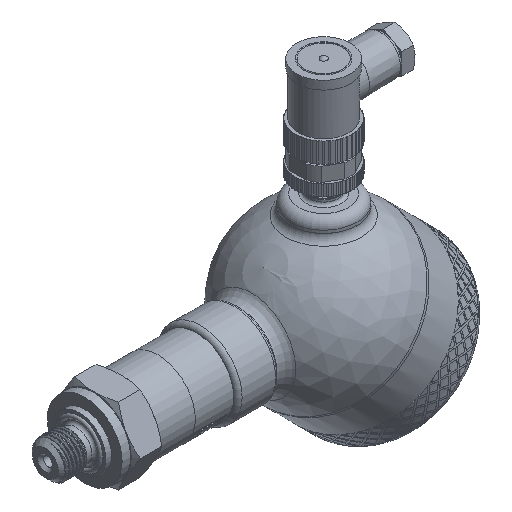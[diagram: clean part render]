
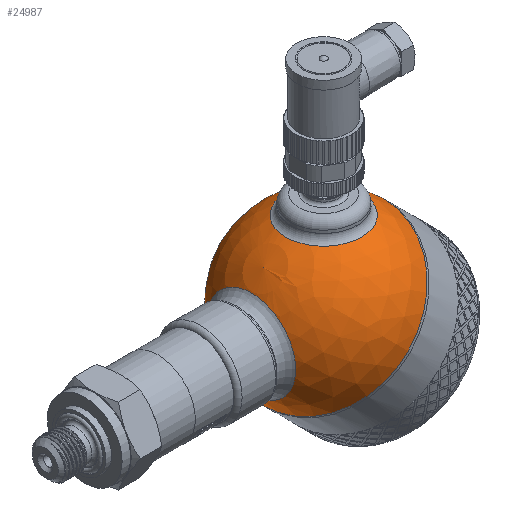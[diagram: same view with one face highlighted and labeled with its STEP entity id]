
A CAD part, isometric view. The second image highlights one B-rep face of the part: STEP entity #24987.
In plain terms, the highlighted spherical face has radius 30 mm.
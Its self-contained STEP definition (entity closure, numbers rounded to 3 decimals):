
#36=SPHERICAL_SURFACE('',#26523,30.);
#121=FACE_BOUND('',#3399,.T.);
#122=FACE_BOUND('',#3400,.T.);
#1765=FACE_OUTER_BOUND('',#3398,.T.);
#3398=EDGE_LOOP('',(#17956,#17957,#17958,#17959));
#3399=EDGE_LOOP('',(#17960));
#3400=EDGE_LOOP('',(#17961));
#4903=CIRCLE('',#26445,30.);
#4904=CIRCLE('',#26446,30.);
#4931=CIRCLE('',#26519,13.5);
#4934=CIRCLE('',#26524,30.);
#4935=CIRCLE('',#26525,15.643);
#9561=VERTEX_POINT('',#35371);
#9562=VERTEX_POINT('',#35373);
#10061=VERTEX_POINT('',#41760);
#10063=VERTEX_POINT('',#41767);
#10064=VERTEX_POINT('',#41769);
#12263=EDGE_CURVE('',#9561,#9562,#4903,.T.);
#12264=EDGE_CURVE('',#9562,#9561,#4904,.T.);
#13015=EDGE_CURVE('',#10061,#10061,#4931,.T.);
#13018=EDGE_CURVE('',#9562,#10063,#4934,.T.);
#13019=EDGE_CURVE('',#10064,#10064,#4935,.T.);
#17956=ORIENTED_EDGE('',*,*,#12264,.F.);
#17957=ORIENTED_EDGE('',*,*,#13018,.T.);
#17958=ORIENTED_EDGE('',*,*,#13018,.F.);
#17959=ORIENTED_EDGE('',*,*,#12263,.F.);
#17960=ORIENTED_EDGE('',*,*,#13019,.F.);
#17961=ORIENTED_EDGE('',*,*,#13015,.F.);
#24987=ADVANCED_FACE('',(#1765,#121,#122),#36,.T.);
#26445=AXIS2_PLACEMENT_3D('',#35374,#28134,#28135);
#26446=AXIS2_PLACEMENT_3D('',#35375,#28136,#28137);
#26519=AXIS2_PLACEMENT_3D('',#41761,#28546,#28547);
#26523=AXIS2_PLACEMENT_3D('',#41766,#28554,#28555);
#26524=AXIS2_PLACEMENT_3D('',#41768,#28556,#28557);
#26525=AXIS2_PLACEMENT_3D('',#41770,#28558,#28559);
#28134=DIRECTION('center_axis',(1.,0.,0.));
#28135=DIRECTION('ref_axis',(0.,1.,0.));
#28136=DIRECTION('center_axis',(1.,0.,0.));
#28137=DIRECTION('ref_axis',(0.,1.,0.));
#28546=DIRECTION('center_axis',(-0.707,0.,-0.707));
#28547=DIRECTION('ref_axis',(-0.707,0.,0.707));
#28554=DIRECTION('center_axis',(1.,0.,0.));
#28555=DIRECTION('ref_axis',(0.,-1.,0.));
#28556=DIRECTION('center_axis',(0.,0.,1.));
#28557=DIRECTION('ref_axis',(0.,1.,0.));
#28558=DIRECTION('center_axis',(-0.707,0.,0.707));
#28559=DIRECTION('ref_axis',(0.707,0.,0.707));
#35371=CARTESIAN_POINT('',(0.,-30.,0.));
#35373=CARTESIAN_POINT('',(0.,30.,0.));
#35374=CARTESIAN_POINT('Origin',(0.,0.,0.));
#35375=CARTESIAN_POINT('Origin',(0.,0.,0.));
#41760=CARTESIAN_POINT('',(-9.398,0.,-28.49));
#41761=CARTESIAN_POINT('Origin',(-18.944,0.,-18.944));
#41766=CARTESIAN_POINT('Origin',(0.,0.,0.));
#41767=CARTESIAN_POINT('',(-30.,0.,0.));
#41768=CARTESIAN_POINT('Origin',(0.,0.,0.));
#41769=CARTESIAN_POINT('',(-29.162,0.,7.04));
#41770=CARTESIAN_POINT('Origin',(-18.101,0.,18.101));
